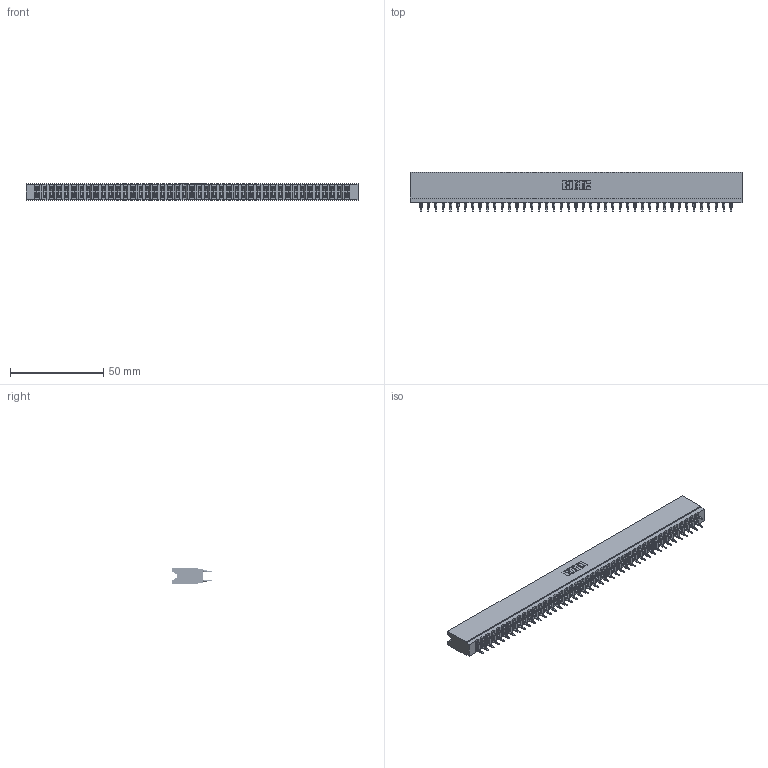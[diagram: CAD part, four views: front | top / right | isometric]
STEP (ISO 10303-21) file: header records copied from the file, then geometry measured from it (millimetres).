
FILE_DESCRIPTION (( 'STEP AP203' ), '1' );
FILE_NAME ('737-086-525-206.STEP', '2026-03-06T02:31:22', ( '' ), ( '' ), 'SwSTEP 2.0', 'SolidWorks 2023', '' );
FILE_SCHEMA (( 'CONFIG_CONTROL_DESIGN' ));
Length unit declared in the file: millimetre
Products named in the file (3): 745-292-001_525; 737 Part_Insulator Option - 06; 737-086-525-206
Assembly tree (87 placements, depth 2):
  737-086-525-206
    737 Part_Insulator Option - 06
    745-292-001_525  x86
Bounding box: 178.26 x 21.22 x 8.89 mm (x, y, z)
Volume: 17507.1 mm3; surface area: 25734.9 mm2
Topology: 87 solids, 87 shells, 7835 faces, 21069 edges, 13242 vertices
Faces by surface type: plane 4054, bspline 1720, cylinder 1545, torus 516
Entity records: 73661 total; most frequent: CARTESIAN_POINT 13290, ORIENTED_EDGE 12728, DIRECTION 11108, EDGE_CURVE 6364, VECTOR 5924, LINE 5924, VERTEX_POINT 4062, AXIS2_PLACEMENT_3D 2592
